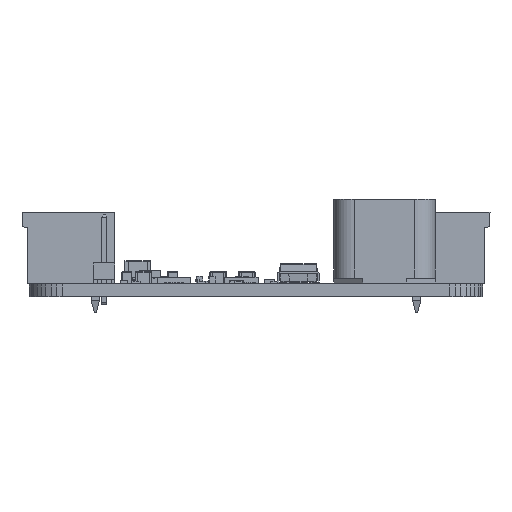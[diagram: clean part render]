
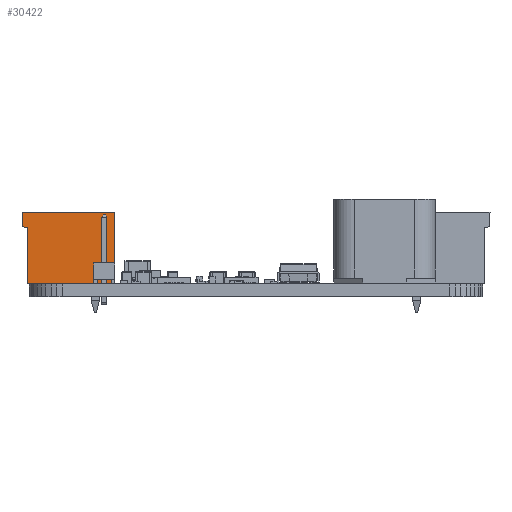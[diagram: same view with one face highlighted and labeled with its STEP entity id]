
A CAD part, front view. The second image highlights one B-rep face of the part: STEP entity #30422.
In plain terms, the highlighted face is planar.
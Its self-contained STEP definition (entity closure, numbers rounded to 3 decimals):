
#29163 = VERTEX_POINT('',#29164);
#29164 = CARTESIAN_POINT('',(14.8,6.6,3.1));
#29302 = VERTEX_POINT('',#29303);
#29303 = CARTESIAN_POINT('',(14.8,6.6,-3.68));
#29309 = EDGE_CURVE('',#29163,#29302,#29310,.T.);
#29310 = LINE('',#29311,#29312);
#29311 = CARTESIAN_POINT('',(14.8,6.6,3.1));
#29312 = VECTOR('',#29313,1.);
#29313 = DIRECTION('',(0.,0.,-1.));
#29444 = EDGE_CURVE('',#29445,#29163,#29447,.T.);
#29445 = VERTEX_POINT('',#29446);
#29446 = CARTESIAN_POINT('',(14.8,-3.9,3.1));
#29447 = LINE('',#29448,#29449);
#29448 = CARTESIAN_POINT('',(14.8,-3.9,3.1));
#29449 = VECTOR('',#29450,1.);
#29450 = DIRECTION('',(0.,1.,0.));
#30422 = ADVANCED_FACE('',(#30423),#30457,.F.);
#30423 = FACE_BOUND('',#30424,.F.);
#30424 = EDGE_LOOP('',(#30425,#30433,#30441,#30449,#30455,#30456));
#30425 = ORIENTED_EDGE('',*,*,#30426,.F.);
#30426 = EDGE_CURVE('',#30427,#29302,#30429,.T.);
#30427 = VERTEX_POINT('',#30428);
#30428 = CARTESIAN_POINT('',(14.8,7.3,-3.868));
#30429 = LINE('',#30430,#30431);
#30430 = CARTESIAN_POINT('',(14.8,7.3,-3.868));
#30431 = VECTOR('',#30432,1.);
#30432 = DIRECTION('',(0.,-0.966,0.259));
#30433 = ORIENTED_EDGE('',*,*,#30434,.T.);
#30434 = EDGE_CURVE('',#30427,#30435,#30437,.T.);
#30435 = VERTEX_POINT('',#30436);
#30436 = CARTESIAN_POINT('',(14.8,7.3,-5.6));
#30437 = LINE('',#30438,#30439);
#30438 = CARTESIAN_POINT('',(14.8,7.3,-3.868));
#30439 = VECTOR('',#30440,1.);
#30440 = DIRECTION('',(0.,0.,-1.));
#30441 = ORIENTED_EDGE('',*,*,#30442,.T.);
#30442 = EDGE_CURVE('',#30435,#30443,#30445,.T.);
#30443 = VERTEX_POINT('',#30444);
#30444 = CARTESIAN_POINT('',(14.8,-3.9,-5.6));
#30445 = LINE('',#30446,#30447);
#30446 = CARTESIAN_POINT('',(14.8,7.3,-5.6));
#30447 = VECTOR('',#30448,1.);
#30448 = DIRECTION('',(0.,-1.,0.));
#30449 = ORIENTED_EDGE('',*,*,#30450,.T.);
#30450 = EDGE_CURVE('',#30443,#29445,#30451,.T.);
#30451 = LINE('',#30452,#30453);
#30452 = CARTESIAN_POINT('',(14.8,-3.9,-5.6));
#30453 = VECTOR('',#30454,1.);
#30454 = DIRECTION('',(0.,0.,1.));
#30455 = ORIENTED_EDGE('',*,*,#29444,.T.);
#30456 = ORIENTED_EDGE('',*,*,#29309,.T.);
#30457 = PLANE('',#30458);
#30458 = AXIS2_PLACEMENT_3D('',#30459,#30460,#30461);
#30459 = CARTESIAN_POINT('',(14.8,0.,0.));
#30460 = DIRECTION('',(-1.,0.,0.));
#30461 = DIRECTION('',(0.,0.,1.));
